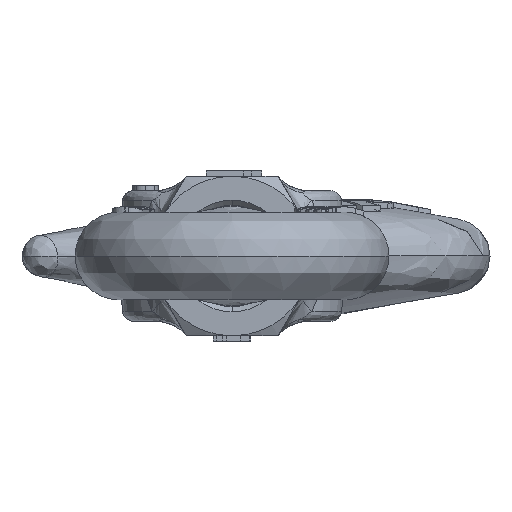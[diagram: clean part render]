
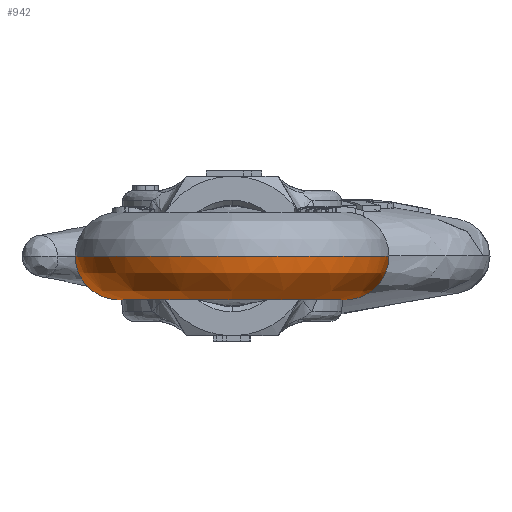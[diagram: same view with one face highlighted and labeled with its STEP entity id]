
A CAD part, left-side view. The second image highlights one B-rep face of the part: STEP entity #942.
In plain terms, the highlighted free-form (B-spline) face has degree [3, 3] with [4, 7] control points.
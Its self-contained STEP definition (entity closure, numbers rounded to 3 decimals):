
#942=ADVANCED_FACE('',(#2181),#2182,.T.);
#2181=FACE_OUTER_BOUND('',#13025,.T.);
#2182=(B_SPLINE_SURFACE(3,3,((#13027,#13028,#13029,#13030,#13031,#13032,#13033),(#13034,#13035,#13036,#13037,#13038,#13039,#13040),(#13041,#13042,#13043,#13044,#13045,#13046,#13047),(#13048,#13049,#13050,#13051,#13052,#13053,#13054)),.UNSPECIFIED.,.F.,.F.,.F.)B_SPLINE_SURFACE_WITH_KNOTS((4,4),(4,3,4),(0.0,1.0),(0.0,0.5,1.0),.UNSPECIFIED.)RATIONAL_B_SPLINE_SURFACE(((1.0,0.802,0.802,1.0,0.802,0.802,1.0),(0.333,0.267,0.267,0.333,0.267,0.267,0.333),(0.333,0.267,0.267,0.333,0.267,0.267,0.333),(1.0,0.802,0.802,1.0,0.802,0.802,1.0)))BOUNDED_SURFACE()REPRESENTATION_ITEM('')GEOMETRIC_REPRESENTATION_ITEM()SURFACE());
#13025=EDGE_LOOP('',(#19120,#19121,#19122,#19123));
#13027=CARTESIAN_POINT('',(-362.041,29.499,0.));
#13028=CARTESIAN_POINT('',(-379.453,29.666,0.));
#13029=CARTESIAN_POINT('',(-391.825,17.413,0.));
#13030=CARTESIAN_POINT('',(-391.825,0.,0.));
#13031=CARTESIAN_POINT('',(-391.825,-17.413,0.));
#13032=CARTESIAN_POINT('',(-379.453,-29.666,0.));
#13033=CARTESIAN_POINT('',(-362.041,-29.499,0.));
#13034=CARTESIAN_POINT('',(-362.041,29.499,-16.5));
#13035=CARTESIAN_POINT('',(-379.453,29.666,-16.5));
#13036=CARTESIAN_POINT('',(-391.825,17.413,-16.5));
#13037=CARTESIAN_POINT('',(-391.825,0.,-16.5));
#13038=CARTESIAN_POINT('',(-391.825,-17.413,-16.5));
#13039=CARTESIAN_POINT('',(-379.453,-29.666,-16.5));
#13040=CARTESIAN_POINT('',(-362.041,-29.499,-16.5));
#13041=CARTESIAN_POINT('',(-362.2,12.999,-16.5));
#13042=CARTESIAN_POINT('',(-369.873,13.073,-16.5));
#13043=CARTESIAN_POINT('',(-375.325,7.673,-16.5));
#13044=CARTESIAN_POINT('',(-375.325,0.,-16.5));
#13045=CARTESIAN_POINT('',(-375.325,-7.673,-16.5));
#13046=CARTESIAN_POINT('',(-369.873,-13.073,-16.5));
#13047=CARTESIAN_POINT('',(-362.2,-12.999,-16.5));
#13048=CARTESIAN_POINT('',(-362.2,12.999,0.));
#13049=CARTESIAN_POINT('',(-369.873,13.073,0.));
#13050=CARTESIAN_POINT('',(-375.325,7.673,0.));
#13051=CARTESIAN_POINT('',(-375.325,0.,0.));
#13052=CARTESIAN_POINT('',(-375.325,-7.673,0.));
#13053=CARTESIAN_POINT('',(-369.873,-13.073,0.));
#13054=CARTESIAN_POINT('',(-362.2,-12.999,0.));
#19120=ORIENTED_EDGE('',*,*,#21519,.F.);
#19121=ORIENTED_EDGE('',*,*,#21520,.T.);
#19122=ORIENTED_EDGE('',*,*,#21521,.F.);
#19123=ORIENTED_EDGE('',*,*,#21522,.F.);
#21519=EDGE_CURVE('',#24146,#24145,#24231,.T.);
#21520=EDGE_CURVE('',#24146,#23996,#24232,.T.);
#21521=EDGE_CURVE('',#23998,#23996,#24233,.T.);
#21522=EDGE_CURVE('',#24145,#23998,#24234,.T.);
#23996=VERTEX_POINT('',#33730);
#23998=VERTEX_POINT('',#33732);
#24145=VERTEX_POINT('',#34457);
#24146=VERTEX_POINT('',#34458);
#24231=CIRCLE('',#34775,8.25);
#24232=CIRCLE('',#34776,13.0);
#24233=CIRCLE('',#34777,8.25);
#24234=CIRCLE('',#34778,29.5);
#33730=CARTESIAN_POINT('',(-362.2,-12.999,0.));
#33732=CARTESIAN_POINT('',(-362.041,-29.499,0.));
#34457=CARTESIAN_POINT('',(-362.041,29.499,0.));
#34458=CARTESIAN_POINT('',(-362.2,12.999,0.));
#34775=AXIS2_PLACEMENT_3D('',#37837,#37838,#37839);
#34776=AXIS2_PLACEMENT_3D('',#37840,#37841,#37842);
#34777=AXIS2_PLACEMENT_3D('',#37843,#37844,#37845);
#34778=AXIS2_PLACEMENT_3D('',#37846,#37847,#37848);
#37837=CARTESIAN_POINT('',(-362.121,21.249,0.));
#37838=DIRECTION('',(1.,-0.01,0.0));
#37839=DIRECTION('',(0.01,1.,0.0));
#37840=CARTESIAN_POINT('',(-362.325,0.0,0.));
#37841=DIRECTION('',(0.0,0.0,1.0));
#37842=DIRECTION('',(1.0,0.0,0.0));
#37843=CARTESIAN_POINT('',(-362.121,-21.249,0.));
#37844=DIRECTION('',(1.,0.01,0.0));
#37845=DIRECTION('',(0.01,-1.,0.0));
#37846=CARTESIAN_POINT('',(-362.325,0.0,0.));
#37847=DIRECTION('',(0.0,0.0,1.0));
#37848=DIRECTION('',(1.0,0.0,0.0));
